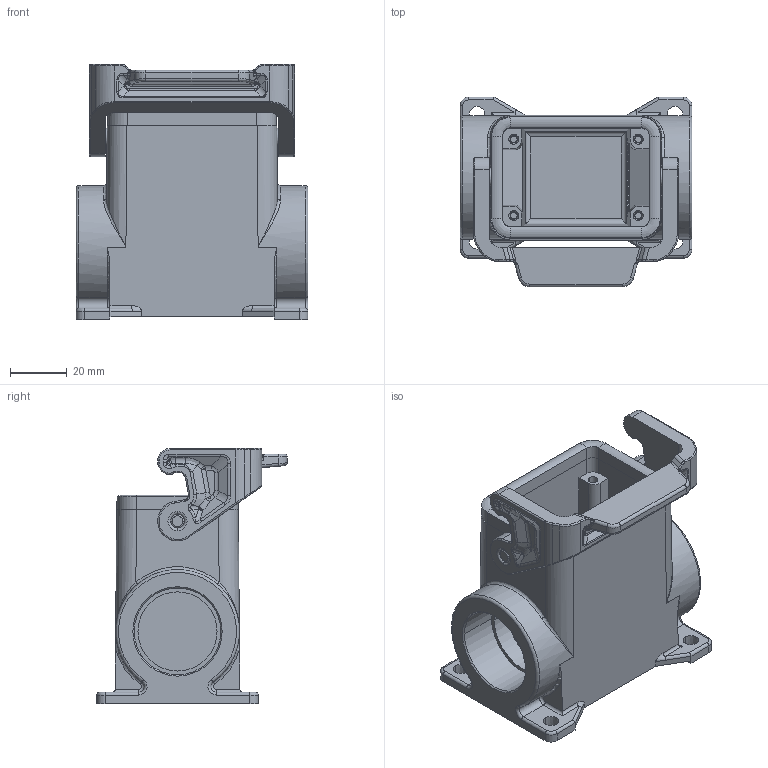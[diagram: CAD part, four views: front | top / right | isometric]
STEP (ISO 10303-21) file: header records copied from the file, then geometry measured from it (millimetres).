
FILE_DESCRIPTION(('Creo Elements/Direct Modeling STEP Export'),'2;1');
FILE_NAME('0ln7uvk5tno38gl968','2023-11-15T16:13:04',(''),(''),'Creo Elements/Direct Modeling STEP processor for AP214 (Solid Model)','Creo Elements/Direct Modeling 20.1B 02-Apr-2019 (C) Parametric Technology GmbH','');
FILE_SCHEMA(('AUTOMOTIVE_DESIGN { 1 0 10303 214 1 1 1 1 }'));
Products named in the file (2): JMPAP 06 L32
Assembly tree (1 placements, depth 2):
  JMPAP 06 L32
    JMPAP 06 L32
Bounding box: 82 x 67.25 x 90.2 mm (x, y, z)
Volume: 109920.6 mm3; surface area: 45710.2 mm2
Topology: 1 solids, 1 shells, 515 faces, 1251 edges, 747 vertices
Faces by surface type: cylinder 176, bspline 126, plane 121, torus 56, cone 36
Entity records: 41739 total; most frequent: CARTESIAN_POINT 27010, ORIENTED_EDGE 2490, DIRECTION 1845, EDGE_CURVE 1245, VERTEX_POINT 747, AXIS2_PLACEMENT_3D 692, EDGE_LOOP 542, COLOUR_RGB 516
